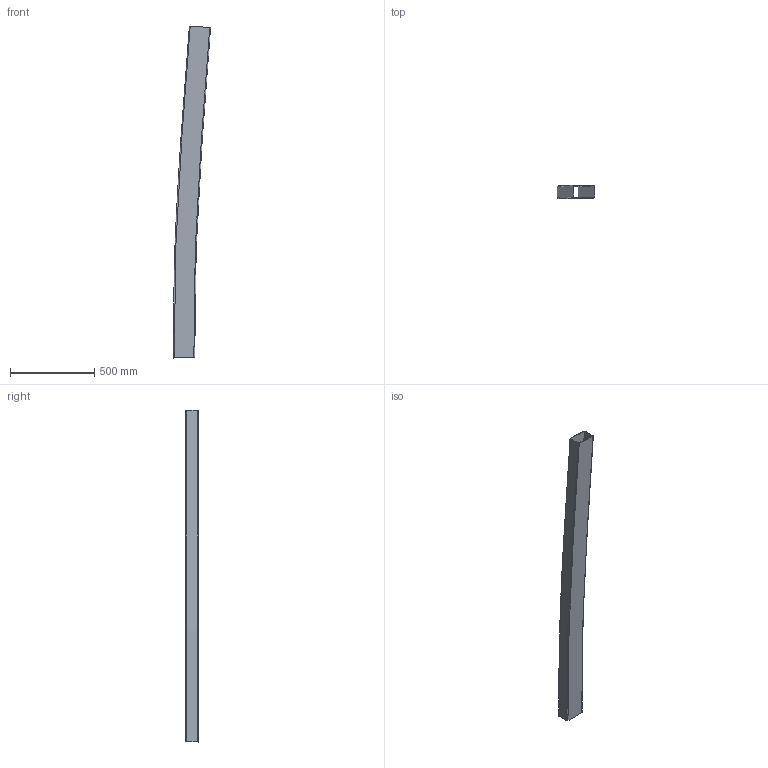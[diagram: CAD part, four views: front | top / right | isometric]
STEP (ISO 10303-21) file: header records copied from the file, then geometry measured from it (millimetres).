
FILE_DESCRIPTION(('CATIA V5 STEP Exchange','CAx-IF Rec.Pracs.--- Model Styling and Organization---1.4--- 2014-01-23','CAx-IF Rec.Pracs.---3D Tessellated Data Validation Properties---0.5---2014-09-14'),'2;1');
FILE_NAME('lotte.stp','2022-06-10T10:22:07+00:00',('none'),('none'),'CATIA Version 5-6 Release 2018 SP6','CATIA V5 STEP AP242','none');
FILE_SCHEMA(('AP242_MANAGED_MODEL_BASED_3D_ENGINEERING_MIM_LF {1 0 10303 442 1 1 4}'));
Length unit declared in the file: millimetre
Products named in the file (1): Polygon AA.1
Bounding box: 220.11 x 75.61 x 1965.56 mm (x, y, z)
Volume: 2262625.4 mm3; surface area: 1510569.3 mm2
Topology: 1 solids, 1 shells, 32 faces, 64 edges, 32 vertices
Faces by surface type: bspline 23, plane 9
Entity records: 3992 total; most frequent: CARTESIAN_POINT 3510, ORIENTED_EDGE 128, EDGE_CURVE 64, B_SPLINE_CURVE_WITH_KNOTS 52, EDGE_LOOP 32, VERTEX_POINT 32, ADVANCED_FACE 32, FACE_OUTER_BOUND 32
